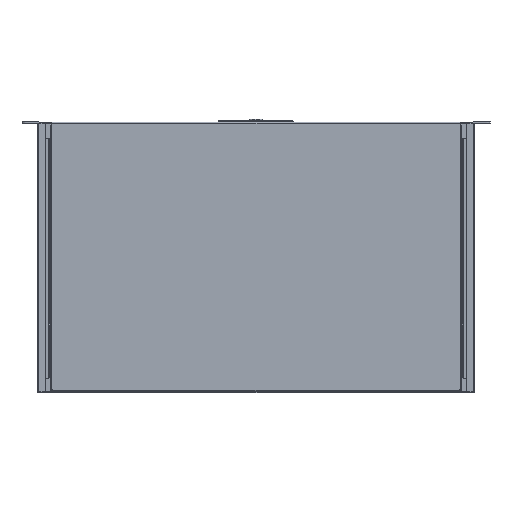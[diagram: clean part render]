
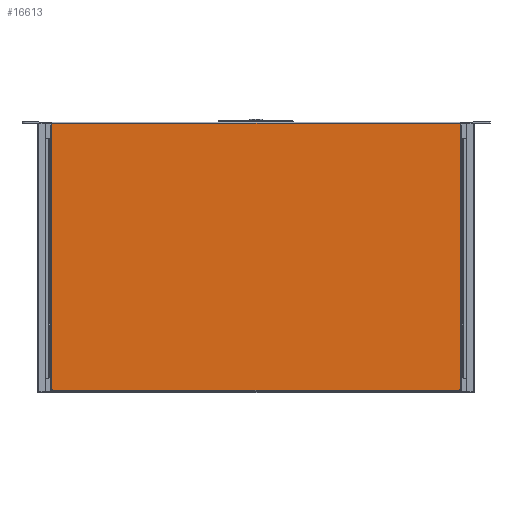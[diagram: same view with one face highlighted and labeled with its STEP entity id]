
A CAD part, front view. The second image highlights one B-rep face of the part: STEP entity #16613.
In plain terms, the highlighted planar face has unit normal (0, -1, 0).
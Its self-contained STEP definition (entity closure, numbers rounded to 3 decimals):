
#314 = LINE ( 'NONE', #22333, #25052 ) ;
#1242 = DIRECTION ( 'NONE',  ( 1., 0., 0. ) ) ;
#1279 = EDGE_CURVE ( 'NONE', #3547, #17132, #22529, .T. ) ;
#1520 = CARTESIAN_POINT ( 'NONE',  ( 255.2, -93.2, 0.9 ) ) ;
#2469 = CARTESIAN_POINT ( 'NONE',  ( -255.2, -93.2, -0.6 ) ) ;
#3543 = PLANE ( 'NONE',  #22772 ) ;
#3547 = VERTEX_POINT ( 'NONE', #26146 ) ;
#3895 = CARTESIAN_POINT ( 'NONE',  ( -255.4, -93.2, 331. ) ) ;
#4305 = CARTESIAN_POINT ( 'NONE',  ( 255.2, -93.2, 333.2 ) ) ;
#4521 = VECTOR ( 'NONE', #6603, 1000. ) ;
#5154 = DIRECTION ( 'NONE',  ( 0., 0., -1. ) ) ;
#5238 = LINE ( 'NONE', #22982, #12191 ) ;
#5776 = CARTESIAN_POINT ( 'NONE',  ( 255.2, -93.2, -0.6 ) ) ;
#6603 = DIRECTION ( 'NONE',  ( 0., 0., -1. ) ) ;
#6820 = LINE ( 'NONE', #4305, #8045 ) ;
#6993 = EDGE_CURVE ( 'NONE', #34943, #26289, #31181, .T. ) ;
#7766 = VERTEX_POINT ( 'NONE', #29938 ) ;
#7910 = VERTEX_POINT ( 'NONE', #23375 ) ;
#8045 = VECTOR ( 'NONE', #20098, 1000. ) ;
#8277 = AXIS2_PLACEMENT_3D ( 'NONE', #2469, #13386, #27019 ) ;
#9167 = DIRECTION ( 'NONE',  ( 0., 0., 1. ) ) ;
#11080 = CARTESIAN_POINT ( 'NONE',  ( 253.931, -93.2, 0.2 ) ) ;
#11536 = CIRCLE ( 'NONE', #31324, 1.5 ) ;
#12102 = EDGE_LOOP ( 'NONE', ( #21176, #13096, #21716, #12333, #15705, #14117, #25129, #13212 ) ) ;
#12191 = VECTOR ( 'NONE', #27821, 1000. ) ;
#12333 = ORIENTED_EDGE ( 'NONE', *, *, #28156, .F. ) ;
#13096 = ORIENTED_EDGE ( 'NONE', *, *, #28035, .T. ) ;
#13212 = ORIENTED_EDGE ( 'NONE', *, *, #21927, .T. ) ;
#13386 = DIRECTION ( 'NONE',  ( 0., 1., 0. ) ) ;
#14117 = ORIENTED_EDGE ( 'NONE', *, *, #27957, .T. ) ;
#15192 = CARTESIAN_POINT ( 'NONE',  ( -255.2, -93.2, 331. ) ) ;
#15705 = ORIENTED_EDGE ( 'NONE', *, *, #20471, .T. ) ;
#16613 = ADVANCED_FACE ( 'NONE', ( #20396 ), #3543, .F. ) ;
#16932 = CARTESIAN_POINT ( 'NONE',  ( -255.2, -93.2, 0.9 ) ) ;
#17132 = VERTEX_POINT ( 'NONE', #11080 ) ;
#17348 = DIRECTION ( 'NONE',  ( 0., 1., 0. ) ) ;
#18426 = CARTESIAN_POINT ( 'NONE',  ( 255.2, -93.2, 331. ) ) ;
#18570 = CIRCLE ( 'NONE', #8277, 1.5 ) ;
#20098 = DIRECTION ( 'NONE',  ( -1., 0., 0. ) ) ;
#20396 = FACE_OUTER_BOUND ( 'NONE', #12102, .T. ) ;
#20471 = EDGE_CURVE ( 'NONE', #7766, #7910, #6820, .T. ) ;
#20713 = VECTOR ( 'NONE', #22883, 1000. ) ;
#21176 = ORIENTED_EDGE ( 'NONE', *, *, #1279, .T. ) ;
#21298 = LINE ( 'NONE', #29368, #29534 ) ;
#21716 = ORIENTED_EDGE ( 'NONE', *, *, #31578, .F. ) ;
#21927 = EDGE_CURVE ( 'NONE', #26289, #3547, #18570, .T. ) ;
#22333 = CARTESIAN_POINT ( 'NONE',  ( 255.2, -93.2, 331. ) ) ;
#22529 = LINE ( 'NONE', #30959, #20713 ) ;
#22772 = AXIS2_PLACEMENT_3D ( 'NONE', #3895, #17348, #1242 ) ;
#22883 = DIRECTION ( 'NONE',  ( 1., 0., 0. ) ) ;
#22982 = CARTESIAN_POINT ( 'NONE',  ( -255.2, -93.2, 333.2 ) ) ;
#23375 = CARTESIAN_POINT ( 'NONE',  ( -255.2, -93.2, 333.2 ) ) ;
#24341 = VERTEX_POINT ( 'NONE', #18426 ) ;
#25052 = VECTOR ( 'NONE', #27354, 1000. ) ;
#25129 = ORIENTED_EDGE ( 'NONE', *, *, #6993, .T. ) ;
#26146 = CARTESIAN_POINT ( 'NONE',  ( -253.931, -93.2, 0.2 ) ) ;
#26289 = VERTEX_POINT ( 'NONE', #16932 ) ;
#27019 = DIRECTION ( 'NONE',  ( 0., 0., -1. ) ) ;
#27354 = DIRECTION ( 'NONE',  ( 0., 0., -1. ) ) ;
#27752 = CARTESIAN_POINT ( 'NONE',  ( -255.2, -93.2, 331. ) ) ;
#27821 = DIRECTION ( 'NONE',  ( 0., 0., -1. ) ) ;
#27957 = EDGE_CURVE ( 'NONE', #7910, #34943, #5238, .T. ) ;
#28035 = EDGE_CURVE ( 'NONE', #17132, #30086, #11536, .T. ) ;
#28156 = EDGE_CURVE ( 'NONE', #7766, #24341, #21298, .T. ) ;
#29368 = CARTESIAN_POINT ( 'NONE',  ( 255.2, -93.2, 333.2 ) ) ;
#29534 = VECTOR ( 'NONE', #5154, 1000. ) ;
#29938 = CARTESIAN_POINT ( 'NONE',  ( 255.2, -93.2, 333.2 ) ) ;
#30086 = VERTEX_POINT ( 'NONE', #1520 ) ;
#30695 = DIRECTION ( 'NONE',  ( 0., 1., 0. ) ) ;
#30959 = CARTESIAN_POINT ( 'NONE',  ( -255.2, -93.2, 0.2 ) ) ;
#31181 = LINE ( 'NONE', #15192, #4521 ) ;
#31324 = AXIS2_PLACEMENT_3D ( 'NONE', #5776, #30695, #9167 ) ;
#31578 = EDGE_CURVE ( 'NONE', #24341, #30086, #314, .T. ) ;
#34943 = VERTEX_POINT ( 'NONE', #27752 ) ;
